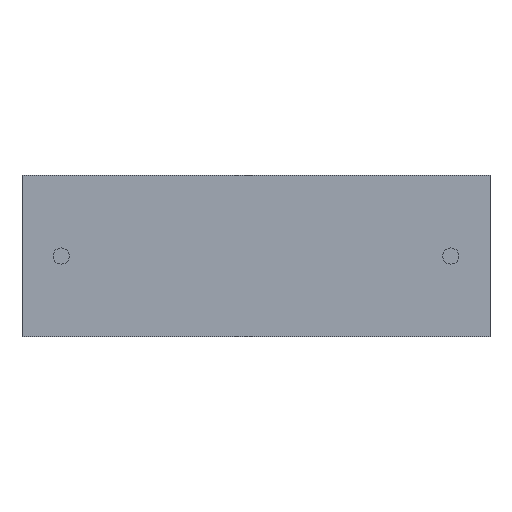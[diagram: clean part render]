
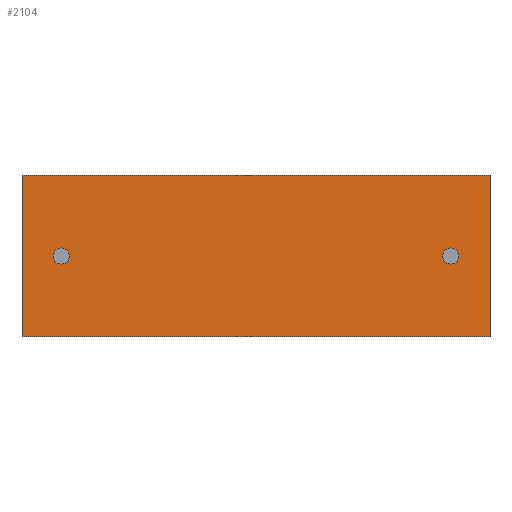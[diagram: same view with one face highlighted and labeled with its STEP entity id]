
A CAD part, front view. The second image highlights one B-rep face of the part: STEP entity #2104.
In plain terms, the highlighted planar face has unit normal (0, -1, 0).
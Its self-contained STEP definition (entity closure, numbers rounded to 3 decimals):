
#1 = CARTESIAN_POINT ( 'NONE',  ( 2.55, 0., 5.775 ) ) ;
#6 = CARTESIAN_POINT ( 'NONE',  ( 0., 0., 10.5 ) ) ;
#19 = DIRECTION ( 'NONE',  ( 1., 0., 0. ) ) ;
#23 = VERTEX_POINT ( 'NONE', #1767 ) ;
#46 = ORIENTED_EDGE ( 'NONE', *, *, #770, .T. ) ;
#49 = FACE_OUTER_BOUND ( 'NONE', #2072, .T. ) ;
#89 = AXIS2_PLACEMENT_3D ( 'NONE', #551, #367, #1443 ) ;
#147 = VERTEX_POINT ( 'NONE', #2113 ) ;
#222 = FACE_BOUND ( 'NONE', #802, .T. ) ;
#232 = PLANE ( 'NONE',  #1080 ) ;
#236 = DIRECTION ( 'NONE',  ( 0., -1., 0. ) ) ;
#237 = CARTESIAN_POINT ( 'NONE',  ( 0., 0., 10.5 ) ) ;
#308 = EDGE_LOOP ( 'NONE', ( #1935, #659 ) ) ;
#367 = DIRECTION ( 'NONE',  ( 0., 1., 0. ) ) ;
#407 = VERTEX_POINT ( 'NONE', #878 ) ;
#464 = CARTESIAN_POINT ( 'NONE',  ( 30.5, 0., 10.5 ) ) ;
#489 = EDGE_CURVE ( 'NONE', #1386, #147, #1713, .T. ) ;
#551 = CARTESIAN_POINT ( 'NONE',  ( 27.95, 0., 5.25 ) ) ;
#552 = EDGE_CURVE ( 'NONE', #625, #592, #1634, .T. ) ;
#592 = VERTEX_POINT ( 'NONE', #1406 ) ;
#625 = VERTEX_POINT ( 'NONE', #2214 ) ;
#648 = VECTOR ( 'NONE', #1216, 1000. ) ;
#659 = ORIENTED_EDGE ( 'NONE', *, *, #1240, .T. ) ;
#719 = VECTOR ( 'NONE', #1879, 1000. ) ;
#764 = ORIENTED_EDGE ( 'NONE', *, *, #1073, .F. ) ;
#770 = EDGE_CURVE ( 'NONE', #23, #1386, #1710, .T. ) ;
#802 = EDGE_LOOP ( 'NONE', ( #1124, #764 ) ) ;
#809 = AXIS2_PLACEMENT_3D ( 'NONE', #2362, #2129, #1393 ) ;
#822 = LINE ( 'NONE', #237, #1970 ) ;
#838 = CIRCLE ( 'NONE', #2005, 0.525 ) ;
#878 = CARTESIAN_POINT ( 'NONE',  ( 30.5, 0., 10.5 ) ) ;
#930 = ORIENTED_EDGE ( 'NONE', *, *, #1413, .F. ) ;
#1031 = VERTEX_POINT ( 'NONE', #1156 ) ;
#1070 = AXIS2_PLACEMENT_3D ( 'NONE', #2376, #1224, #2182 ) ;
#1073 = EDGE_CURVE ( 'NONE', #1031, #1644, #838, .T. ) ;
#1080 = AXIS2_PLACEMENT_3D ( 'NONE', #2200, #2192, #2377 ) ;
#1124 = ORIENTED_EDGE ( 'NONE', *, *, #2396, .F. ) ;
#1156 = CARTESIAN_POINT ( 'NONE',  ( 2.55, 0., 4.725 ) ) ;
#1160 = CIRCLE ( 'NONE', #89, 0.525 ) ;
#1216 = DIRECTION ( 'NONE',  ( 0., 0., -1. ) ) ;
#1224 = DIRECTION ( 'NONE',  ( 0., 1., 0. ) ) ;
#1240 = EDGE_CURVE ( 'NONE', #592, #625, #1160, .T. ) ;
#1287 = CARTESIAN_POINT ( 'NONE',  ( 0., 0., 0. ) ) ;
#1379 = DIRECTION ( 'NONE',  ( 0., 0., 1. ) ) ;
#1386 = VERTEX_POINT ( 'NONE', #1287 ) ;
#1393 = DIRECTION ( 'NONE',  ( 0., 0., 1. ) ) ;
#1406 = CARTESIAN_POINT ( 'NONE',  ( 27.95, 0., 4.725 ) ) ;
#1413 = EDGE_CURVE ( 'NONE', #23, #407, #822, .T. ) ;
#1443 = DIRECTION ( 'NONE',  ( 0., 0., -1. ) ) ;
#1511 = DIRECTION ( 'NONE',  ( 1., 0., 0. ) ) ;
#1528 = FACE_BOUND ( 'NONE', #308, .T. ) ;
#1634 = CIRCLE ( 'NONE', #1070, 0.525 ) ;
#1644 = VERTEX_POINT ( 'NONE', #1 ) ;
#1710 = LINE ( 'NONE', #6, #719 ) ;
#1713 = LINE ( 'NONE', #1899, #2207 ) ;
#1761 = CARTESIAN_POINT ( 'NONE',  ( 2.55, 0., 5.25 ) ) ;
#1767 = CARTESIAN_POINT ( 'NONE',  ( 0., 0., 10.5 ) ) ;
#1788 = ORIENTED_EDGE ( 'NONE', *, *, #489, .T. ) ;
#1806 = LINE ( 'NONE', #464, #648 ) ;
#1879 = DIRECTION ( 'NONE',  ( 0., 0., -1. ) ) ;
#1891 = CIRCLE ( 'NONE', #809, 0.525 ) ;
#1899 = CARTESIAN_POINT ( 'NONE',  ( 0., 0., 0. ) ) ;
#1935 = ORIENTED_EDGE ( 'NONE', *, *, #552, .T. ) ;
#1970 = VECTOR ( 'NONE', #19, 1000. ) ;
#2005 = AXIS2_PLACEMENT_3D ( 'NONE', #1761, #236, #1379 ) ;
#2072 = EDGE_LOOP ( 'NONE', ( #1788, #2158, #930, #46 ) ) ;
#2104 = ADVANCED_FACE ( 'NONE', ( #1528, #49, #222 ), #232, .F. ) ;
#2113 = CARTESIAN_POINT ( 'NONE',  ( 30.5, 0., 0. ) ) ;
#2117 = EDGE_CURVE ( 'NONE', #407, #147, #1806, .T. ) ;
#2129 = DIRECTION ( 'NONE',  ( 0., -1., 0. ) ) ;
#2158 = ORIENTED_EDGE ( 'NONE', *, *, #2117, .F. ) ;
#2182 = DIRECTION ( 'NONE',  ( 0., 0., -1. ) ) ;
#2192 = DIRECTION ( 'NONE',  ( 0., 1., 0. ) ) ;
#2200 = CARTESIAN_POINT ( 'NONE',  ( 0., 0., 10.5 ) ) ;
#2207 = VECTOR ( 'NONE', #1511, 1000. ) ;
#2214 = CARTESIAN_POINT ( 'NONE',  ( 27.95, 0., 5.775 ) ) ;
#2362 = CARTESIAN_POINT ( 'NONE',  ( 2.55, 0., 5.25 ) ) ;
#2376 = CARTESIAN_POINT ( 'NONE',  ( 27.95, 0., 5.25 ) ) ;
#2377 = DIRECTION ( 'NONE',  ( 0., 0., 1. ) ) ;
#2396 = EDGE_CURVE ( 'NONE', #1644, #1031, #1891, .T. ) ;
